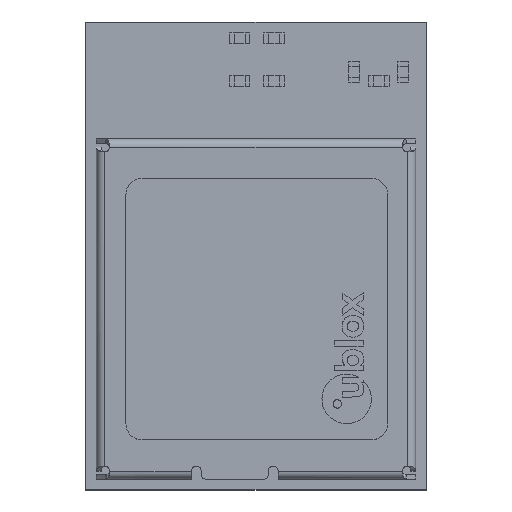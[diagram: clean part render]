
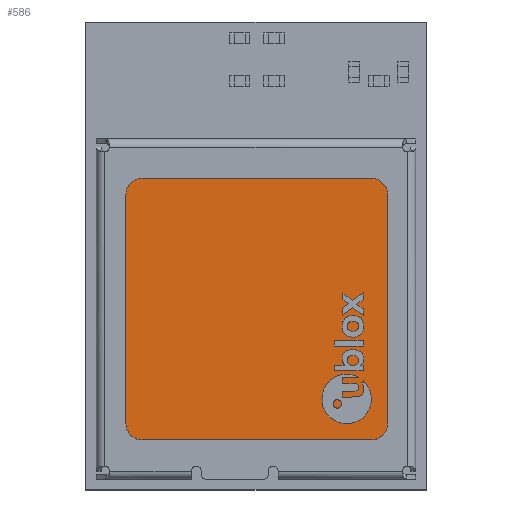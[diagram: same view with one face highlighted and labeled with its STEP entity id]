
A CAD part, top view. The second image highlights one B-rep face of the part: STEP entity #586.
In plain terms, the highlighted planar face has unit normal (0, 0, 1).
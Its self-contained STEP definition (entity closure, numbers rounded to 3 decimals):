
#430 = EDGE_CURVE('',#431,#433,#435,.T.);
#431 = VERTEX_POINT('',#432);
#432 = CARTESIAN_POINT('',(4.,-3.5,0.1));
#433 = VERTEX_POINT('',#434);
#434 = CARTESIAN_POINT('',(4.,3.5,0.1));
#435 = LINE('',#436,#437);
#436 = CARTESIAN_POINT('',(4.,4.,0.1));
#437 = VECTOR('',#438,1.);
#438 = DIRECTION('',(0.,1.,0.));
#481 = VERTEX_POINT('',#482);
#482 = CARTESIAN_POINT('',(-3.5,4.,0.1));
#488 = EDGE_CURVE('',#489,#481,#491,.T.);
#489 = VERTEX_POINT('',#490);
#490 = CARTESIAN_POINT('',(3.5,4.,0.1));
#491 = LINE('',#492,#493);
#492 = CARTESIAN_POINT('',(-4.,4.,0.1));
#493 = VECTOR('',#494,1.);
#494 = DIRECTION('',(-1.,0.,0.));
#521 = VERTEX_POINT('',#522);
#522 = CARTESIAN_POINT('',(-4.,-3.5,0.1));
#528 = EDGE_CURVE('',#529,#521,#531,.T.);
#529 = VERTEX_POINT('',#530);
#530 = CARTESIAN_POINT('',(-4.,3.5,0.1));
#531 = LINE('',#532,#533);
#532 = CARTESIAN_POINT('',(-4.,4.,0.1));
#533 = VECTOR('',#534,1.);
#534 = DIRECTION('',(0.,-1.,0.));
#550 = EDGE_CURVE('',#551,#553,#555,.T.);
#551 = VERTEX_POINT('',#552);
#552 = CARTESIAN_POINT('',(-3.5,-4.,0.1));
#553 = VERTEX_POINT('',#554);
#554 = CARTESIAN_POINT('',(3.5,-4.,0.1));
#555 = LINE('',#556,#557);
#556 = CARTESIAN_POINT('',(-4.,-4.,0.1));
#557 = VECTOR('',#558,1.);
#558 = DIRECTION('',(1.,0.,0.));
#586 = ADVANCED_FACE('',(#587),#621,.T.);
#587 = FACE_BOUND('',#588,.T.);
#588 = EDGE_LOOP('',(#589,#590,#597,#598,#605,#606,#613,#614));
#589 = ORIENTED_EDGE('',*,*,#528,.T.);
#590 = ORIENTED_EDGE('',*,*,#591,.T.);
#591 = EDGE_CURVE('',#521,#551,#592,.T.);
#592 = CIRCLE('',#593,0.5);
#593 = AXIS2_PLACEMENT_3D('',#594,#595,#596);
#594 = CARTESIAN_POINT('',(-3.5,-3.5,0.1));
#595 = DIRECTION('',(0.,0.,1.));
#596 = DIRECTION('',(1.,0.,0.));
#597 = ORIENTED_EDGE('',*,*,#550,.T.);
#598 = ORIENTED_EDGE('',*,*,#599,.T.);
#599 = EDGE_CURVE('',#553,#431,#600,.T.);
#600 = CIRCLE('',#601,0.5);
#601 = AXIS2_PLACEMENT_3D('',#602,#603,#604);
#602 = CARTESIAN_POINT('',(3.5,-3.5,0.1));
#603 = DIRECTION('',(0.,0.,1.));
#604 = DIRECTION('',(1.,0.,0.));
#605 = ORIENTED_EDGE('',*,*,#430,.T.);
#606 = ORIENTED_EDGE('',*,*,#607,.T.);
#607 = EDGE_CURVE('',#433,#489,#608,.T.);
#608 = CIRCLE('',#609,0.5);
#609 = AXIS2_PLACEMENT_3D('',#610,#611,#612);
#610 = CARTESIAN_POINT('',(3.5,3.5,0.1));
#611 = DIRECTION('',(0.,0.,1.));
#612 = DIRECTION('',(1.,0.,0.));
#613 = ORIENTED_EDGE('',*,*,#488,.T.);
#614 = ORIENTED_EDGE('',*,*,#615,.T.);
#615 = EDGE_CURVE('',#481,#529,#616,.T.);
#616 = CIRCLE('',#617,0.5);
#617 = AXIS2_PLACEMENT_3D('',#618,#619,#620);
#618 = CARTESIAN_POINT('',(-3.5,3.5,0.1));
#619 = DIRECTION('',(0.,0.,1.));
#620 = DIRECTION('',(1.,0.,0.));
#621 = PLANE('',#622);
#622 = AXIS2_PLACEMENT_3D('',#623,#624,#625);
#623 = CARTESIAN_POINT('',(0.,0.,0.1));
#624 = DIRECTION('',(0.,0.,1.));
#625 = DIRECTION('',(1.,0.,0.));
